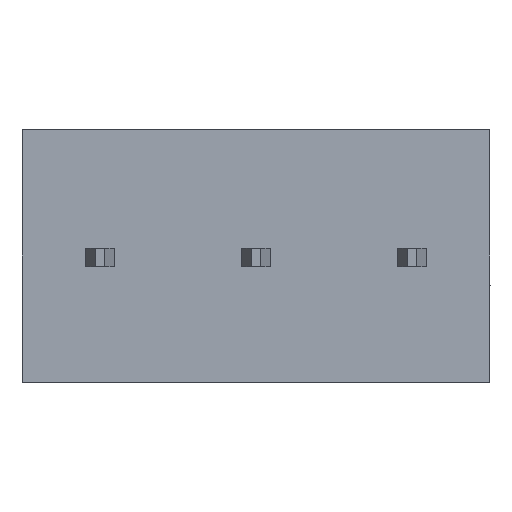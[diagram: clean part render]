
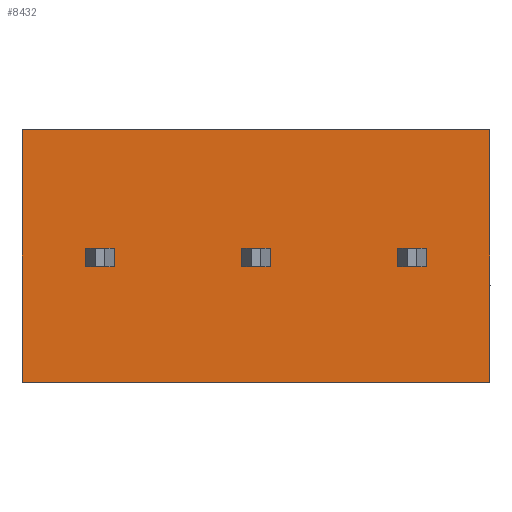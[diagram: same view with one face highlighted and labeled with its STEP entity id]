
A CAD part, front view. The second image highlights one B-rep face of the part: STEP entity #8432.
In plain terms, the highlighted planar face has unit normal (0, -1, 0).
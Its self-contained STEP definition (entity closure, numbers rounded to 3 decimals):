
#100 = EDGE_CURVE ( 'NONE', #24365, #18525, #13316, .T. ) ;
#109 = CARTESIAN_POINT ( 'NONE',  ( 9.55, 0., 0.3 ) ) ;
#413 = VERTEX_POINT ( 'NONE', #15132 ) ;
#718 = LINE ( 'NONE', #25387, #11729 ) ;
#802 = ORIENTED_EDGE ( 'NONE', *, *, #7565, .F. ) ;
#956 = CARTESIAN_POINT ( 'NONE',  ( 5.45, 0., -0.3 ) ) ;
#1232 = EDGE_CURVE ( 'NONE', #17038, #13952, #6411, .T. ) ;
#1261 = EDGE_CURVE ( 'NONE', #20974, #24692, #4105, .T. ) ;
#1357 = CARTESIAN_POINT ( 'NONE',  ( 12.5, 0., -4. ) ) ;
#1381 = VECTOR ( 'NONE', #9765, 1000. ) ;
#2071 = EDGE_CURVE ( 'NONE', #4522, #16476, #24731, .T. ) ;
#2302 = CARTESIAN_POINT ( 'NONE',  ( 10.45, 0., 0.3 ) ) ;
#2316 = FACE_BOUND ( 'NONE', #22789, .T. ) ;
#2533 = CARTESIAN_POINT ( 'NONE',  ( 0.45, 0., 0.3 ) ) ;
#2554 = ORIENTED_EDGE ( 'NONE', *, *, #7155, .F. ) ;
#2852 = VERTEX_POINT ( 'NONE', #12480 ) ;
#2981 = DIRECTION ( 'NONE',  ( 1., 0., 0. ) ) ;
#3005 = EDGE_LOOP ( 'NONE', ( #15144, #18381, #6656, #20465 ) ) ;
#3838 = DIRECTION ( 'NONE',  ( -1., 0., 0. ) ) ;
#4105 = LINE ( 'NONE', #2533, #22002 ) ;
#4137 = DIRECTION ( 'NONE',  ( 0., 0., 1. ) ) ;
#4522 = VERTEX_POINT ( 'NONE', #956 ) ;
#4784 = VECTOR ( 'NONE', #11021, 1000. ) ;
#5023 = CARTESIAN_POINT ( 'NONE',  ( -0.45, 0., -0.3 ) ) ;
#5279 = LINE ( 'NONE', #15734, #17409 ) ;
#5489 = EDGE_CURVE ( 'NONE', #18525, #2852, #8112, .T. ) ;
#5970 = DIRECTION ( 'NONE',  ( -1., 0., 0. ) ) ;
#6204 = DIRECTION ( 'NONE',  ( 0., 0., 1. ) ) ;
#6279 = DIRECTION ( 'NONE',  ( 0., 0., -1. ) ) ;
#6404 = ORIENTED_EDGE ( 'NONE', *, *, #1232, .F. ) ;
#6411 = LINE ( 'NONE', #14747, #23677 ) ;
#6596 = VERTEX_POINT ( 'NONE', #109 ) ;
#6610 = DIRECTION ( 'NONE',  ( 0., 0., -1. ) ) ;
#6656 = ORIENTED_EDGE ( 'NONE', *, *, #10337, .F. ) ;
#6763 = VECTOR ( 'NONE', #25332, 1000. ) ;
#6860 = CARTESIAN_POINT ( 'NONE',  ( 0.45, 0., -0.3 ) ) ;
#7016 = VERTEX_POINT ( 'NONE', #8507 ) ;
#7061 = CARTESIAN_POINT ( 'NONE',  ( 10.45, 0., 0.3 ) ) ;
#7155 = EDGE_CURVE ( 'NONE', #11880, #20974, #23205, .T. ) ;
#7565 = EDGE_CURVE ( 'NONE', #22739, #24365, #13097, .T. ) ;
#7697 = CARTESIAN_POINT ( 'NONE',  ( -0.45, 0., -0.3 ) ) ;
#8001 = LINE ( 'NONE', #13688, #17994 ) ;
#8073 = AXIS2_PLACEMENT_3D ( 'NONE', #8324, #20775, #14792 ) ;
#8112 = LINE ( 'NONE', #13938, #18086 ) ;
#8324 = CARTESIAN_POINT ( 'NONE',  ( 5., 0., 0.05 ) ) ;
#8432 = ADVANCED_FACE ( 'NONE', ( #16644, #2316, #12533, #20641 ), #12676, .T. ) ;
#8507 = CARTESIAN_POINT ( 'NONE',  ( -0.45, 0., 0.3 ) ) ;
#8579 = DIRECTION ( 'NONE',  ( 0., 0., 1. ) ) ;
#8676 = ORIENTED_EDGE ( 'NONE', *, *, #2071, .F. ) ;
#8827 = DIRECTION ( 'NONE',  ( 1., 0., 0. ) ) ;
#9070 = VECTOR ( 'NONE', #4137, 1000. ) ;
#9529 = EDGE_CURVE ( 'NONE', #7016, #11880, #24758, .T. ) ;
#9654 = ORIENTED_EDGE ( 'NONE', *, *, #13143, .F. ) ;
#9681 = CARTESIAN_POINT ( 'NONE',  ( 4.55, 0., 0.3 ) ) ;
#9765 = DIRECTION ( 'NONE',  ( 1., 0., 0. ) ) ;
#9809 = ORIENTED_EDGE ( 'NONE', *, *, #100, .F. ) ;
#10208 = CARTESIAN_POINT ( 'NONE',  ( 10.45, 0., -0.3 ) ) ;
#10337 = EDGE_CURVE ( 'NONE', #413, #18825, #19562, .T. ) ;
#10611 = LINE ( 'NONE', #14587, #4784 ) ;
#10694 = EDGE_CURVE ( 'NONE', #24692, #7016, #24562, .T. ) ;
#10997 = EDGE_CURVE ( 'NONE', #6596, #413, #10611, .T. ) ;
#11021 = DIRECTION ( 'NONE',  ( 0., 0., -1. ) ) ;
#11037 = CARTESIAN_POINT ( 'NONE',  ( 4.55, 0., -0.3 ) ) ;
#11326 = CARTESIAN_POINT ( 'NONE',  ( 12.5, 0., 4.1 ) ) ;
#11354 = EDGE_LOOP ( 'NONE', ( #9654, #8676, #20612, #6404 ) ) ;
#11722 = CARTESIAN_POINT ( 'NONE',  ( -2.5, 0., 4.1 ) ) ;
#11729 = VECTOR ( 'NONE', #8827, 1000. ) ;
#11880 = VERTEX_POINT ( 'NONE', #7697 ) ;
#12480 = CARTESIAN_POINT ( 'NONE',  ( -2.5, 0., -4. ) ) ;
#12533 = FACE_BOUND ( 'NONE', #11354, .T. ) ;
#12676 = PLANE ( 'NONE',  #8073 ) ;
#12759 = DIRECTION ( 'NONE',  ( 0., 0., 1. ) ) ;
#13097 = LINE ( 'NONE', #25167, #25776 ) ;
#13143 = EDGE_CURVE ( 'NONE', #16476, #17038, #8001, .T. ) ;
#13316 = LINE ( 'NONE', #11326, #15533 ) ;
#13388 = ORIENTED_EDGE ( 'NONE', *, *, #10694, .F. ) ;
#13688 = CARTESIAN_POINT ( 'NONE',  ( 4.55, 0., 0.3 ) ) ;
#13935 = VECTOR ( 'NONE', #8579, 1000. ) ;
#13938 = CARTESIAN_POINT ( 'NONE',  ( -2.5, 0., -4. ) ) ;
#13952 = VERTEX_POINT ( 'NONE', #11037 ) ;
#14380 = LINE ( 'NONE', #2302, #9070 ) ;
#14587 = CARTESIAN_POINT ( 'NONE',  ( 9.55, 0., 0.3 ) ) ;
#14747 = CARTESIAN_POINT ( 'NONE',  ( 4.55, 0., 0.3 ) ) ;
#14792 = DIRECTION ( 'NONE',  ( 0., 0., -1. ) ) ;
#15041 = DIRECTION ( 'NONE',  ( 0., 0., -1. ) ) ;
#15055 = CARTESIAN_POINT ( 'NONE',  ( 5.45, 0., 0.3 ) ) ;
#15132 = CARTESIAN_POINT ( 'NONE',  ( 9.55, 0., -0.3 ) ) ;
#15144 = ORIENTED_EDGE ( 'NONE', *, *, #17723, .F. ) ;
#15533 = VECTOR ( 'NONE', #15041, 1000. ) ;
#15734 = CARTESIAN_POINT ( 'NONE',  ( -2.5, 0., 4.1 ) ) ;
#16476 = VERTEX_POINT ( 'NONE', #17697 ) ;
#16644 = FACE_OUTER_BOUND ( 'NONE', #20050, .T. ) ;
#17038 = VERTEX_POINT ( 'NONE', #9681 ) ;
#17409 = VECTOR ( 'NONE', #6204, 1000. ) ;
#17697 = CARTESIAN_POINT ( 'NONE',  ( 5.45, 0., 0.3 ) ) ;
#17723 = EDGE_CURVE ( 'NONE', #18638, #6596, #20205, .T. ) ;
#17994 = VECTOR ( 'NONE', #3838, 1000. ) ;
#18086 = VECTOR ( 'NONE', #5970, 1000. ) ;
#18381 = ORIENTED_EDGE ( 'NONE', *, *, #26143, .F. ) ;
#18466 = ORIENTED_EDGE ( 'NONE', *, *, #5489, .F. ) ;
#18475 = ORIENTED_EDGE ( 'NONE', *, *, #9529, .F. ) ;
#18525 = VERTEX_POINT ( 'NONE', #1357 ) ;
#18638 = VERTEX_POINT ( 'NONE', #7061 ) ;
#18825 = VERTEX_POINT ( 'NONE', #10208 ) ;
#19562 = LINE ( 'NONE', #25657, #1381 ) ;
#20050 = EDGE_LOOP ( 'NONE', ( #9809, #802, #26167, #18466 ) ) ;
#20205 = LINE ( 'NONE', #20345, #20927 ) ;
#20345 = CARTESIAN_POINT ( 'NONE',  ( 9.55, 0., 0.3 ) ) ;
#20465 = ORIENTED_EDGE ( 'NONE', *, *, #10997, .F. ) ;
#20612 = ORIENTED_EDGE ( 'NONE', *, *, #21703, .F. ) ;
#20641 = FACE_BOUND ( 'NONE', #3005, .T. ) ;
#20775 = DIRECTION ( 'NONE',  ( 0., -1., 0. ) ) ;
#20927 = VECTOR ( 'NONE', #26163, 1000. ) ;
#20974 = VERTEX_POINT ( 'NONE', #6860 ) ;
#21703 = EDGE_CURVE ( 'NONE', #13952, #4522, #718, .T. ) ;
#22002 = VECTOR ( 'NONE', #12759, 1000. ) ;
#22588 = DIRECTION ( 'NONE',  ( -1., 0., 0. ) ) ;
#22739 = VERTEX_POINT ( 'NONE', #11722 ) ;
#22775 = CARTESIAN_POINT ( 'NONE',  ( -0.45, 0., 0.3 ) ) ;
#22789 = EDGE_LOOP ( 'NONE', ( #13388, #23823, #2554, #18475 ) ) ;
#23205 = LINE ( 'NONE', #5023, #6763 ) ;
#23677 = VECTOR ( 'NONE', #6279, 1000. ) ;
#23823 = ORIENTED_EDGE ( 'NONE', *, *, #1261, .F. ) ;
#24365 = VERTEX_POINT ( 'NONE', #26034 ) ;
#24403 = CARTESIAN_POINT ( 'NONE',  ( 0.45, 0., 0.3 ) ) ;
#24562 = LINE ( 'NONE', #26160, #25946 ) ;
#24692 = VERTEX_POINT ( 'NONE', #24403 ) ;
#24731 = LINE ( 'NONE', #15055, #13935 ) ;
#24758 = LINE ( 'NONE', #22775, #25066 ) ;
#25066 = VECTOR ( 'NONE', #6610, 1000. ) ;
#25167 = CARTESIAN_POINT ( 'NONE',  ( -2.5, 0., 4.1 ) ) ;
#25332 = DIRECTION ( 'NONE',  ( 1., 0., 0. ) ) ;
#25387 = CARTESIAN_POINT ( 'NONE',  ( 4.55, 0., -0.3 ) ) ;
#25657 = CARTESIAN_POINT ( 'NONE',  ( 9.55, 0., -0.3 ) ) ;
#25742 = EDGE_CURVE ( 'NONE', #2852, #22739, #5279, .T. ) ;
#25776 = VECTOR ( 'NONE', #2981, 1000. ) ;
#25946 = VECTOR ( 'NONE', #22588, 1000. ) ;
#26034 = CARTESIAN_POINT ( 'NONE',  ( 12.5, 0., 4.1 ) ) ;
#26143 = EDGE_CURVE ( 'NONE', #18825, #18638, #14380, .T. ) ;
#26160 = CARTESIAN_POINT ( 'NONE',  ( -0.45, 0., 0.3 ) ) ;
#26163 = DIRECTION ( 'NONE',  ( -1., 0., 0. ) ) ;
#26167 = ORIENTED_EDGE ( 'NONE', *, *, #25742, .F. ) ;
